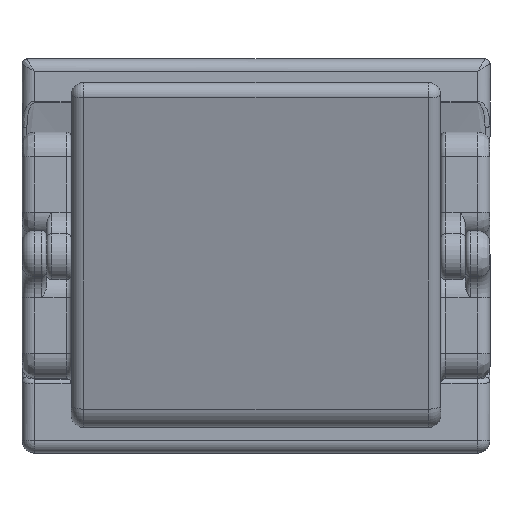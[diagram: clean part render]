
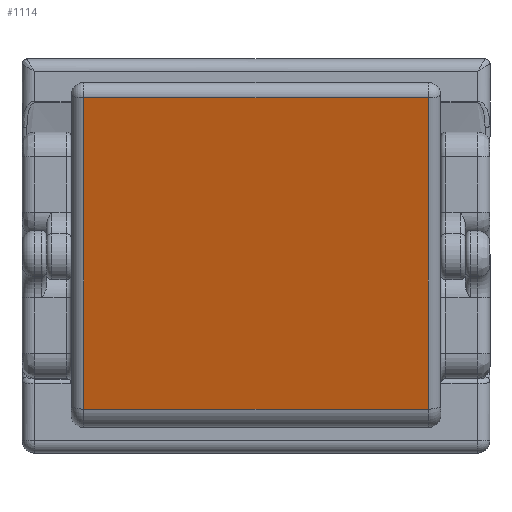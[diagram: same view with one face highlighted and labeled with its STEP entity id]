
A CAD part, top view. The second image highlights one B-rep face of the part: STEP entity #1114.
In plain terms, the highlighted planar face has unit normal (0, -0.259, 0.966).
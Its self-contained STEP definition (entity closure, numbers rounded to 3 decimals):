
#648=FACE_OUTER_BOUND('',#1837,.T.);
#894=PLANE('',#7769);
#1114=ADVANCED_FACE('',(#648),#894,.F.);
#1837=EDGE_LOOP('',(#2794,#2795,#2796,#2797));
#2794=ORIENTED_EDGE('',*,*,#4509,.T.);
#2795=ORIENTED_EDGE('',*,*,#4510,.F.);
#2796=ORIENTED_EDGE('',*,*,#4511,.F.);
#2797=ORIENTED_EDGE('',*,*,#4507,.T.);
#3887=VERTEX_POINT('',#11688);
#3888=VERTEX_POINT('',#11690);
#3889=VERTEX_POINT('',#11694);
#3890=VERTEX_POINT('',#11696);
#4507=EDGE_CURVE('',#3888,#3887,#5750,.T.);
#4509=EDGE_CURVE('',#3887,#3889,#5751,.T.);
#4510=EDGE_CURVE('',#3890,#3889,#5752,.T.);
#4511=EDGE_CURVE('',#3888,#3890,#5753,.T.);
#5750=LINE('',#11689,#6193);
#5751=LINE('',#11693,#6194);
#5752=LINE('',#11695,#6195);
#5753=LINE('',#11697,#6196);
#6193=VECTOR('',#9201,1.);
#6194=VECTOR('',#9206,1.);
#6195=VECTOR('',#9207,1.);
#6196=VECTOR('',#9208,1.);
#7769=AXIS2_PLACEMENT_3D('',#11698,#9209,#9210);
#9201=DIRECTION('',(-1.,0.,0.));
#9206=DIRECTION('',(0.,-0.966,-0.259));
#9207=DIRECTION('',(-1.,0.,0.));
#9208=DIRECTION('',(0.,-0.966,-0.259));
#9209=DIRECTION('',(0.,0.259,-0.966));
#9210=DIRECTION('',(0.,0.966,0.259));
#11688=CARTESIAN_POINT('',(0.,668.53,179.132));
#11689=CARTESIAN_POINT('',(700.,668.53,179.132));
#11690=CARTESIAN_POINT('',(700.,668.53,179.132));
#11693=CARTESIAN_POINT('',(0.,668.53,179.132));
#11694=CARTESIAN_POINT('',(0.,37.059,9.93));
#11695=CARTESIAN_POINT('',(700.,37.059,9.93));
#11696=CARTESIAN_POINT('',(700.,37.059,9.93));
#11697=CARTESIAN_POINT('',(700.,668.53,179.132));
#11698=CARTESIAN_POINT('',(700.,668.53,179.132));
